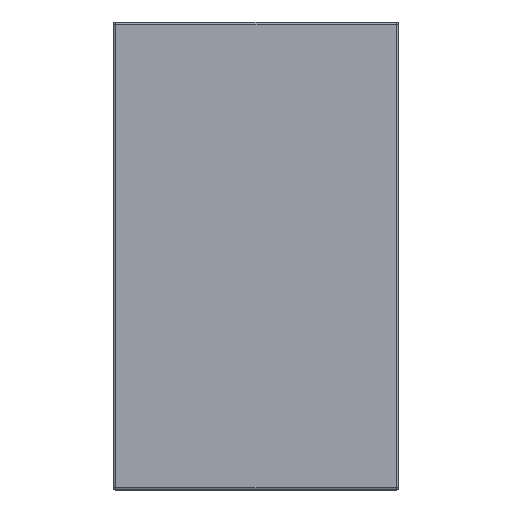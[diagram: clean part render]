
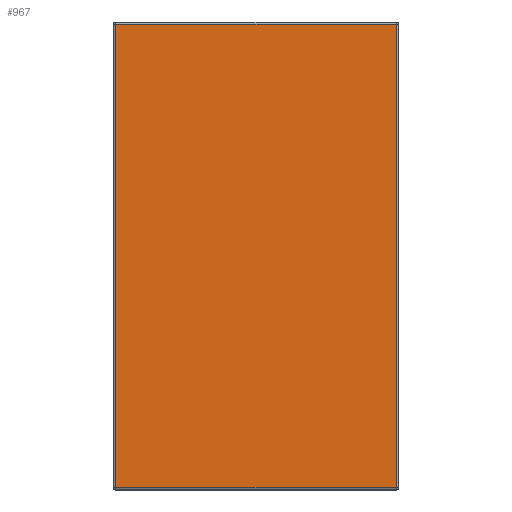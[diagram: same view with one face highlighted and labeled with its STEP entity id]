
A CAD part, left-side view. The second image highlights one B-rep face of the part: STEP entity #967.
In plain terms, the highlighted planar face has unit normal (-1, 0, 0).
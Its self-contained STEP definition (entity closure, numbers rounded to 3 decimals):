
#75 = EDGE_CURVE ( 'NONE', #1083, #599, #1217, .T. ) ;
#107 = CARTESIAN_POINT ( 'NONE',  ( -8., -3.05, 0. ) ) ;
#119 = ORIENTED_EDGE ( 'NONE', *, *, #888, .T. ) ;
#169 = CARTESIAN_POINT ( 'NONE',  ( -8., -3.05, -9.95 ) ) ;
#235 = EDGE_CURVE ( 'NONE', #599, #994, #293, .T. ) ;
#264 = LINE ( 'NONE', #495, #1188 ) ;
#293 = LINE ( 'NONE', #169, #809 ) ;
#303 = EDGE_LOOP ( 'NONE', ( #1099, #119, #529, #916 ) ) ;
#316 = CARTESIAN_POINT ( 'NONE',  ( -8., -3., -0.05 ) ) ;
#409 = DIRECTION ( 'NONE',  ( 0., 0., -1. ) ) ;
#416 = PLANE ( 'NONE',  #705 ) ;
#495 = CARTESIAN_POINT ( 'NONE',  ( -8., -3., 0. ) ) ;
#501 = CARTESIAN_POINT ( 'NONE',  ( -8., -3., -9.95 ) ) ;
#529 = ORIENTED_EDGE ( 'NONE', *, *, #1063, .T. ) ;
#599 = VERTEX_POINT ( 'NONE', #1165 ) ;
#618 = DIRECTION ( 'NONE',  ( 1., 0., 0. ) ) ;
#644 = CARTESIAN_POINT ( 'NONE',  ( -8., 3., -0.05 ) ) ;
#678 = DIRECTION ( 'NONE',  ( 0., -1., 0. ) ) ;
#705 = AXIS2_PLACEMENT_3D ( 'NONE', #107, #618, #409 ) ;
#722 = CARTESIAN_POINT ( 'NONE',  ( -8., 3., -10. ) ) ;
#747 = FACE_OUTER_BOUND ( 'NONE', #303, .T. ) ;
#809 = VECTOR ( 'NONE', #678, 1000. ) ;
#822 = DIRECTION ( 'NONE',  ( 0., 0., -1. ) ) ;
#888 = EDGE_CURVE ( 'NONE', #994, #1022, #264, .T. ) ;
#916 = ORIENTED_EDGE ( 'NONE', *, *, #75, .T. ) ;
#951 = CARTESIAN_POINT ( 'NONE',  ( -8., 3.05, -0.05 ) ) ;
#964 = VECTOR ( 'NONE', #822, 1000. ) ;
#967 = ADVANCED_FACE ( 'NONE', ( #747 ), #416, .F. ) ;
#994 = VERTEX_POINT ( 'NONE', #501 ) ;
#1022 = VERTEX_POINT ( 'NONE', #316 ) ;
#1040 = DIRECTION ( 'NONE',  ( 0., 1., 0. ) ) ;
#1063 = EDGE_CURVE ( 'NONE', #1022, #1083, #1246, .T. ) ;
#1083 = VERTEX_POINT ( 'NONE', #644 ) ;
#1099 = ORIENTED_EDGE ( 'NONE', *, *, #235, .T. ) ;
#1165 = CARTESIAN_POINT ( 'NONE',  ( -8., 3., -9.95 ) ) ;
#1188 = VECTOR ( 'NONE', #1227, 1000. ) ;
#1217 = LINE ( 'NONE', #722, #964 ) ;
#1227 = DIRECTION ( 'NONE',  ( 0., 0., 1. ) ) ;
#1246 = LINE ( 'NONE', #951, #1262 ) ;
#1262 = VECTOR ( 'NONE', #1040, 1000. ) ;
